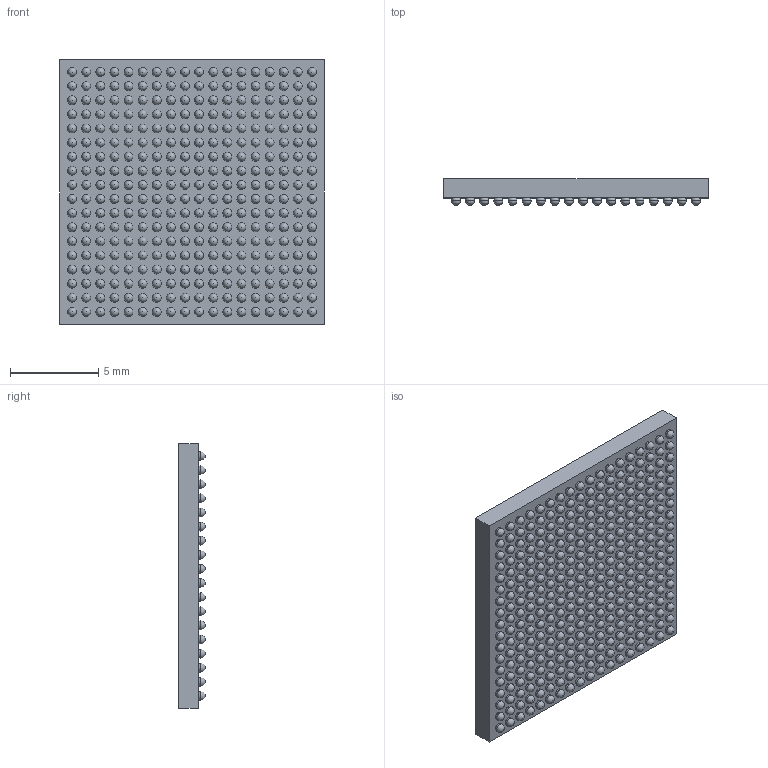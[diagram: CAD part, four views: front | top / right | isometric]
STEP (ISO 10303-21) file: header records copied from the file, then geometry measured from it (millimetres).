
FILE_DESCRIPTION (( 'STEP AP214' ), '1' );
FILE_NAME ('User Library-CSG324.STEP', '2013-07-08T10:38:33', ( 'Windows User' ), ( '' ), 'SwSTEP 2.0', 'SolidWorks 2013', '' );
FILE_SCHEMA (( 'AUTOMOTIVE_DESIGN' ));
Length unit declared in the file: millimetre
Products named in the file (1): User Library-CSG324
Bounding box: 15 x 1.5 x 15 mm (x, y, z)
Volume: 266.5 mm3; surface area: 679.1 mm2
Topology: 1 solids, 1 shells, 657 faces, 2610 edges, 1956 vertices
Faces by surface type: sphere 648, plane 7, cylinder 2
Entity records: 19809 total; most frequent: DIRECTION 3930, CARTESIAN_POINT 3280, ORIENTED_EDGE 2628, AXIS2_PLACEMENT_3D 1958, EDGE_CURVE 1314, VERTEX_POINT 1308, EDGE_LOOP 1306, CIRCLE 1300
